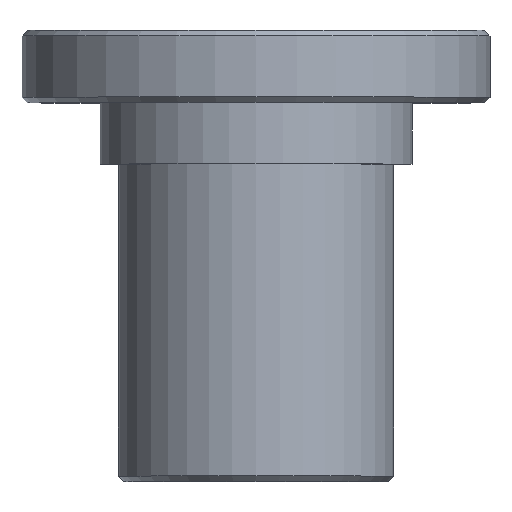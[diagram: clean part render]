
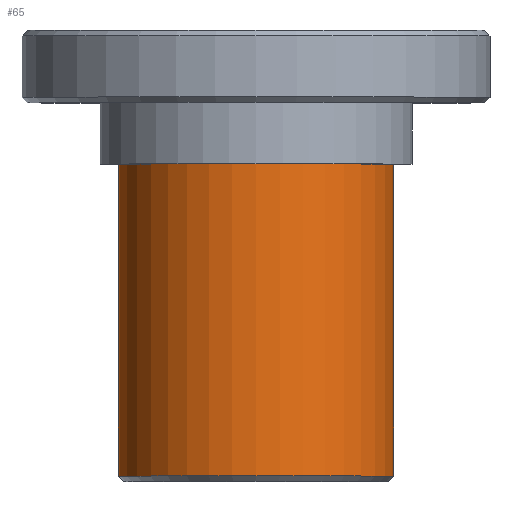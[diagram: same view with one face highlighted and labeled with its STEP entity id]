
A CAD part, top view. The second image highlights one B-rep face of the part: STEP entity #65.
In plain terms, the highlighted cylindrical face has radius 12.35 mm (diameter 24.7 mm), a full revolution.
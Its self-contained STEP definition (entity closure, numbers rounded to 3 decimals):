
#51=CYLINDRICAL_SURFACE('',#402,12.35);
#65=ADVANCED_FACE('',(#101,#102),#51,.T.);
#101=FACE_BOUND('',#160,.T.);
#102=FACE_BOUND('',#161,.T.);
#160=EDGE_LOOP('',(#222));
#161=EDGE_LOOP('',(#223));
#222=ORIENTED_EDGE('',*,*,#315,.T.);
#223=ORIENTED_EDGE('',*,*,#316,.T.);
#284=VERTEX_POINT('',#584);
#285=VERTEX_POINT('',#586);
#315=EDGE_CURVE('',#284,#284,#351,.T.);
#316=EDGE_CURVE('',#285,#285,#352,.T.);
#351=CIRCLE('',#400,12.35);
#352=CIRCLE('',#401,12.35);
#400=AXIS2_PLACEMENT_3D('',#583,#468,#469);
#401=AXIS2_PLACEMENT_3D('',#585,#470,#471);
#402=AXIS2_PLACEMENT_3D('',#587,#472,#473);
#468=DIRECTION('',(0.,1.,0.));
#469=DIRECTION('',(0.,0.,-1.));
#470=DIRECTION('',(0.,-1.,0.));
#471=DIRECTION('',(0.,0.,-1.));
#472=DIRECTION('',(0.,-1.,0.));
#473=DIRECTION('',(0.,0.,-1.));
#583=CARTESIAN_POINT('',(0.,-28.,0.));
#584=CARTESIAN_POINT('',(0.,-28.,-12.35));
#585=CARTESIAN_POINT('',(0.,0.,0.));
#586=CARTESIAN_POINT('',(0.,0.,-12.35));
#587=CARTESIAN_POINT('',(0.,0.,0.));
